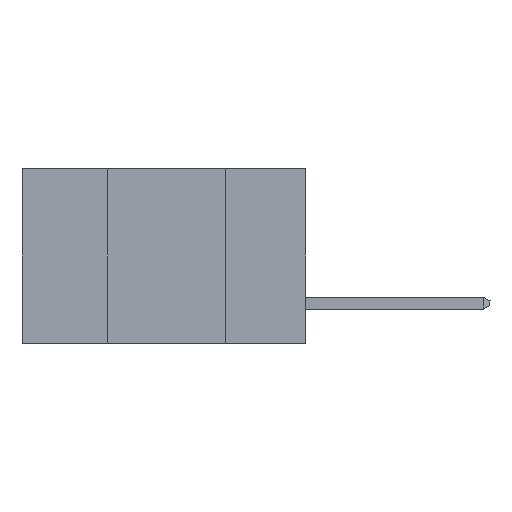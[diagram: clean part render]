
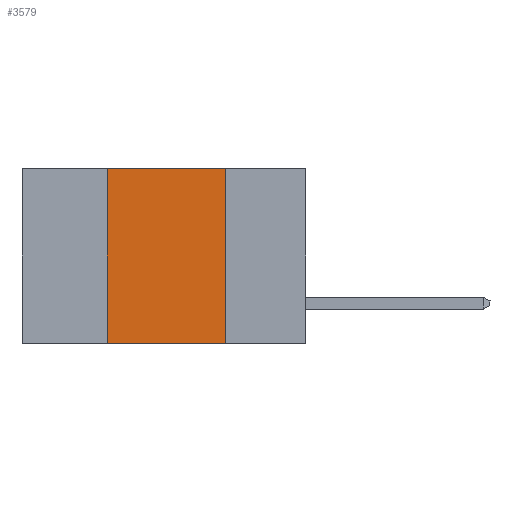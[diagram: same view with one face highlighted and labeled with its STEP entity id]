
A CAD part, left-side view. The second image highlights one B-rep face of the part: STEP entity #3579.
In plain terms, the highlighted planar face has unit normal (-1, 0, 0).
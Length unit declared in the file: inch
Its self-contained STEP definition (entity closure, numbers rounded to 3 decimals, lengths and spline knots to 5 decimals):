
#289 = VECTOR ( 'NONE', #6370, 39.37008 ) ;
#303 = CARTESIAN_POINT ( 'NONE',  ( 0., 0.17, 0. ) ) ;
#446 = CARTESIAN_POINT ( 'NONE',  ( 0., 0.42, 0. ) ) ;
#756 = ORIENTED_EDGE ( 'NONE', *, *, #6235, .F. ) ;
#1179 = VERTEX_POINT ( 'NONE', #2421 ) ;
#1204 = ORIENTED_EDGE ( 'NONE', *, *, #1883, .T. ) ;
#1343 = CARTESIAN_POINT ( 'NONE',  ( 0., 0.6, 0. ) ) ;
#1355 = FACE_OUTER_BOUND ( 'NONE', #6701, .T. ) ;
#1725 = VECTOR ( 'NONE', #7058, 39.37008 ) ;
#1860 = LINE ( 'NONE', #4578, #1725 ) ;
#1883 = EDGE_CURVE ( 'NONE', #7899, #1179, #5269, .T. ) ;
#2416 = EDGE_CURVE ( 'NONE', #5011, #10640, #8711, .T. ) ;
#2421 = CARTESIAN_POINT ( 'NONE',  ( 0., 0.17, -0.37 ) ) ;
#3261 = CARTESIAN_POINT ( 'NONE',  ( 0., 0.6, -0.37 ) ) ;
#3579 = ADVANCED_FACE ( 'NONE', ( #1355 ), #10134, .F. ) ;
#3982 = DIRECTION ( 'NONE',  ( 0., 0., -1. ) ) ;
#4107 = CARTESIAN_POINT ( 'NONE',  ( 0., 0.6, 0. ) ) ;
#4578 = CARTESIAN_POINT ( 'NONE',  ( 0., 0.42, 0. ) ) ;
#5011 = VERTEX_POINT ( 'NONE', #446 ) ;
#5048 = ORIENTED_EDGE ( 'NONE', *, *, #2416, .F. ) ;
#5269 = LINE ( 'NONE', #3261, #10617 ) ;
#5939 = CARTESIAN_POINT ( 'NONE',  ( 0., 0.42, -0.37 ) ) ;
#6036 = EDGE_CURVE ( 'NONE', #7899, #5011, #1860, .T. ) ;
#6235 = EDGE_CURVE ( 'NONE', #10640, #1179, #6398, .T. ) ;
#6370 = DIRECTION ( 'NONE',  ( 0., -1., 0. ) ) ;
#6397 = ORIENTED_EDGE ( 'NONE', *, *, #6036, .F. ) ;
#6398 = LINE ( 'NONE', #6534, #6537 ) ;
#6534 = CARTESIAN_POINT ( 'NONE',  ( 0., 0.17, 0. ) ) ;
#6537 = VECTOR ( 'NONE', #3982, 39.37008 ) ;
#6701 = EDGE_LOOP ( 'NONE', ( #756, #5048, #6397, #1204 ) ) ;
#7058 = DIRECTION ( 'NONE',  ( 0., 0., 1. ) ) ;
#7711 = AXIS2_PLACEMENT_3D ( 'NONE', #4107, #10099, #8317 ) ;
#7899 = VERTEX_POINT ( 'NONE', #5939 ) ;
#8317 = DIRECTION ( 'NONE',  ( 0., 0., -1. ) ) ;
#8711 = LINE ( 'NONE', #1343, #289 ) ;
#9835 = DIRECTION ( 'NONE',  ( 0., -1., 0. ) ) ;
#10099 = DIRECTION ( 'NONE',  ( 1., 0., 0. ) ) ;
#10134 = PLANE ( 'NONE',  #7711 ) ;
#10617 = VECTOR ( 'NONE', #9835, 39.37008 ) ;
#10640 = VERTEX_POINT ( 'NONE', #303 ) ;
